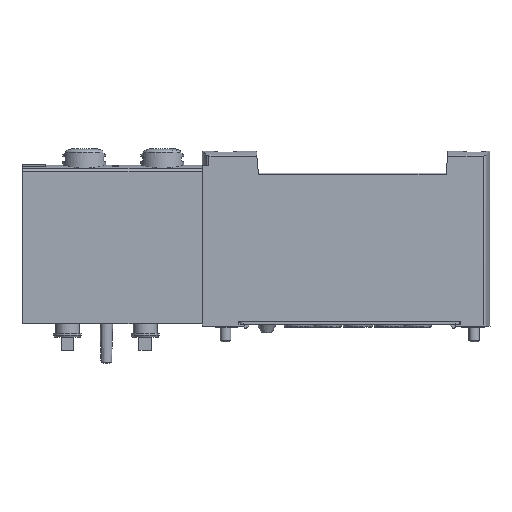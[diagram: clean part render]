
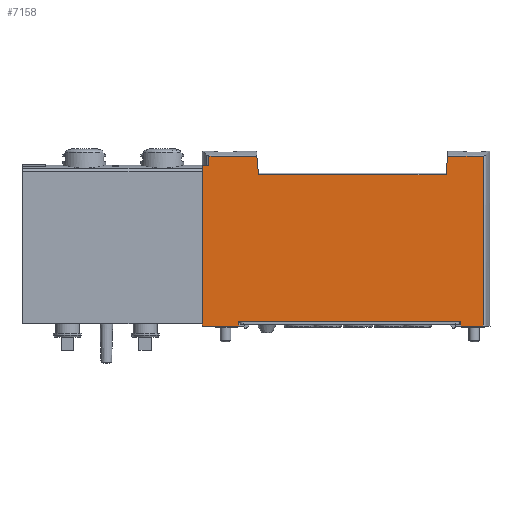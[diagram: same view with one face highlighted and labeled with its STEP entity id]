
A CAD part, top view. The second image highlights one B-rep face of the part: STEP entity #7158.
In plain terms, the highlighted face is planar.
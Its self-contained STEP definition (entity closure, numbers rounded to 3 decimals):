
#103=PLANE('',#7702);
#910=ORIENTED_EDGE('',*,*,#2957,.F.);
#911=ORIENTED_EDGE('',*,*,#2964,.T.);
#912=ORIENTED_EDGE('',*,*,#2965,.T.);
#913=ORIENTED_EDGE('',*,*,#2966,.F.);
#914=ORIENTED_EDGE('',*,*,#2959,.F.);
#915=ORIENTED_EDGE('',*,*,#2967,.T.);
#916=ORIENTED_EDGE('',*,*,#2968,.T.);
#917=ORIENTED_EDGE('',*,*,#2969,.F.);
#918=ORIENTED_EDGE('',*,*,#2970,.T.);
#919=ORIENTED_EDGE('',*,*,#2971,.T.);
#920=ORIENTED_EDGE('',*,*,#2972,.F.);
#921=ORIENTED_EDGE('',*,*,#2973,.F.);
#922=ORIENTED_EDGE('',*,*,#2974,.F.);
#923=ORIENTED_EDGE('',*,*,#2975,.T.);
#924=ORIENTED_EDGE('',*,*,#2976,.F.);
#925=ORIENTED_EDGE('',*,*,#2977,.T.);
#2957=EDGE_CURVE('',#3983,#3980,#4635,.T.);
#2959=EDGE_CURVE('',#3984,#3985,#4636,.T.);
#2964=EDGE_CURVE('',#3983,#3988,#4640,.T.);
#2965=EDGE_CURVE('',#3988,#3989,#4641,.T.);
#2966=EDGE_CURVE('',#3985,#3989,#4642,.T.);
#2967=EDGE_CURVE('',#3984,#3990,#4643,.T.);
#2968=EDGE_CURVE('',#3990,#3991,#4644,.T.);
#2969=EDGE_CURVE('',#3992,#3991,#4645,.T.);
#2970=EDGE_CURVE('',#3992,#3993,#4646,.T.);
#2971=EDGE_CURVE('',#3993,#3994,#4647,.T.);
#2972=EDGE_CURVE('',#3995,#3994,#4648,.T.);
#2973=EDGE_CURVE('',#3996,#3995,#4649,.T.);
#2974=EDGE_CURVE('',#3997,#3996,#4650,.T.);
#2975=EDGE_CURVE('',#3997,#3998,#4651,.T.);
#2976=EDGE_CURVE('',#3999,#3998,#4652,.T.);
#2977=EDGE_CURVE('',#3999,#3980,#4653,.T.);
#3980=VERTEX_POINT('',#11009);
#3983=VERTEX_POINT('',#11016);
#3984=VERTEX_POINT('',#11020);
#3985=VERTEX_POINT('',#11022);
#3988=VERTEX_POINT('',#11031);
#3989=VERTEX_POINT('',#11033);
#3990=VERTEX_POINT('',#11036);
#3991=VERTEX_POINT('',#11038);
#3992=VERTEX_POINT('',#11040);
#3993=VERTEX_POINT('',#11042);
#3994=VERTEX_POINT('',#11044);
#3995=VERTEX_POINT('',#11046);
#3996=VERTEX_POINT('',#11048);
#3997=VERTEX_POINT('',#11050);
#3998=VERTEX_POINT('',#11052);
#3999=VERTEX_POINT('',#11054);
#4635=LINE('',#11017,#5262);
#4636=LINE('',#11021,#5263);
#4640=LINE('',#11030,#5267);
#4641=LINE('',#11032,#5268);
#4642=LINE('',#11034,#5269);
#4643=LINE('',#11035,#5270);
#4644=LINE('',#11037,#5271);
#4645=LINE('',#11039,#5272);
#4646=LINE('',#11041,#5273);
#4647=LINE('',#11043,#5274);
#4648=LINE('',#11045,#5275);
#4649=LINE('',#11047,#5276);
#4650=LINE('',#11049,#5277);
#4651=LINE('',#11051,#5278);
#4652=LINE('',#11053,#5279);
#4653=LINE('',#11055,#5280);
#5262=VECTOR('',#8625,1000.);
#5263=VECTOR('',#8630,1000.);
#5267=VECTOR('',#8638,1000.);
#5268=VECTOR('',#8639,1000.);
#5269=VECTOR('',#8640,1000.);
#5270=VECTOR('',#8641,1000.);
#5271=VECTOR('',#8642,1000.);
#5272=VECTOR('',#8643,1000.);
#5273=VECTOR('',#8644,1000.);
#5274=VECTOR('',#8645,1000.);
#5275=VECTOR('',#8646,1000.);
#5276=VECTOR('',#8647,1000.);
#5277=VECTOR('',#8648,1000.);
#5278=VECTOR('',#8649,1000.);
#5279=VECTOR('',#8650,1000.);
#5280=VECTOR('',#8651,1000.);
#5858=EDGE_LOOP('',(#910,#911,#912,#913,#914,#915,#916,#917,#918,#919,#920,
#921,#922,#923,#924,#925));
#6458=FACE_BOUND('',#5858,.T.);
#7158=ADVANCED_FACE('',(#6458),#103,.F.);
#7702=AXIS2_PLACEMENT_3D('',#11029,#8636,#8637);
#8625=DIRECTION('',(0.,0.996,0.087));
#8630=DIRECTION('',(0.,-0.996,0.087));
#8636=DIRECTION('',(1.,0.,0.));
#8637=DIRECTION('',(0.,0.,-1.));
#8638=DIRECTION('',(0.,-1.,0.));
#8639=DIRECTION('',(0.,0.,-1.));
#8640=DIRECTION('',(0.,-1.,0.));
#8641=DIRECTION('',(0.,0.,-1.));
#8642=DIRECTION('',(0.,-1.,0.));
#8643=DIRECTION('',(0.,0.,1.));
#8644=DIRECTION('',(0.,-1.,0.));
#8645=DIRECTION('',(0.,0.,1.));
#8646=DIRECTION('',(0.,-1.,0.));
#8647=DIRECTION('',(0.,0.,-1.));
#8648=DIRECTION('',(0.,1.,0.));
#8649=DIRECTION('',(0.,0.,1.));
#8650=DIRECTION('',(0.,-1.,0.));
#8651=DIRECTION('',(0.,0.,-1.));
#11009=CARTESIAN_POINT('',(-5.125,32.131,57.183));
#11016=CARTESIAN_POINT('',(-5.125,28.9,56.9));
#11017=CARTESIAN_POINT('',(-5.125,29.066,56.914));
#11020=CARTESIAN_POINT('',(-5.125,32.131,21.117));
#11021=CARTESIAN_POINT('',(-5.125,33.988,20.955));
#11022=CARTESIAN_POINT('',(-5.125,28.9,21.4));
#11029=CARTESIAN_POINT('',(-5.125,33.1,10.8));
#11030=CARTESIAN_POINT('',(-5.125,33.6,56.9));
#11031=CARTESIAN_POINT('',(-5.125,28.6,56.9));
#11032=CARTESIAN_POINT('',(-5.125,28.6,56.9));
#11033=CARTESIAN_POINT('',(-5.125,28.6,21.4));
#11034=CARTESIAN_POINT('',(-5.125,33.6,21.4));
#11035=CARTESIAN_POINT('',(-5.125,32.131,65.8));
#11036=CARTESIAN_POINT('',(-5.125,32.131,12.057));
#11037=CARTESIAN_POINT('',(-5.125,40.4,12.057));
#11038=CARTESIAN_POINT('',(-5.125,30.4,12.057));
#11039=CARTESIAN_POINT('',(-5.125,30.4,8.8));
#11040=CARTESIAN_POINT('',(-5.125,30.4,10.8));
#11041=CARTESIAN_POINT('',(-5.125,33.1,10.8));
#11042=CARTESIAN_POINT('',(-5.125,0.,10.8));
#11043=CARTESIAN_POINT('',(-5.125,0.,10.8));
#11044=CARTESIAN_POINT('',(-5.125,0.,17.7));
#11045=CARTESIAN_POINT('',(-5.125,33.1,17.7));
#11046=CARTESIAN_POINT('',(-5.125,0.8,17.7));
#11047=CARTESIAN_POINT('',(-5.125,0.8,10.8));
#11048=CARTESIAN_POINT('',(-5.125,0.8,59.7));
#11049=CARTESIAN_POINT('',(-5.125,33.1,59.7));
#11050=CARTESIAN_POINT('',(-5.125,0.,59.7));
#11051=CARTESIAN_POINT('',(-5.125,0.,10.8));
#11052=CARTESIAN_POINT('',(-5.125,0.,63.943));
#11053=CARTESIAN_POINT('',(-5.125,33.1,63.943));
#11054=CARTESIAN_POINT('',(-5.125,32.131,63.943));
#11055=CARTESIAN_POINT('',(-5.125,32.131,65.8));
